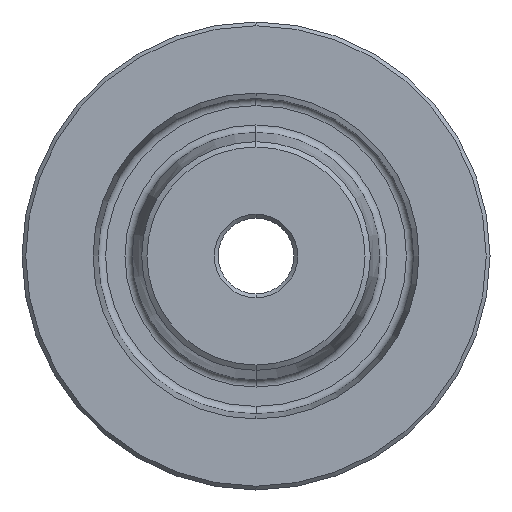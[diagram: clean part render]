
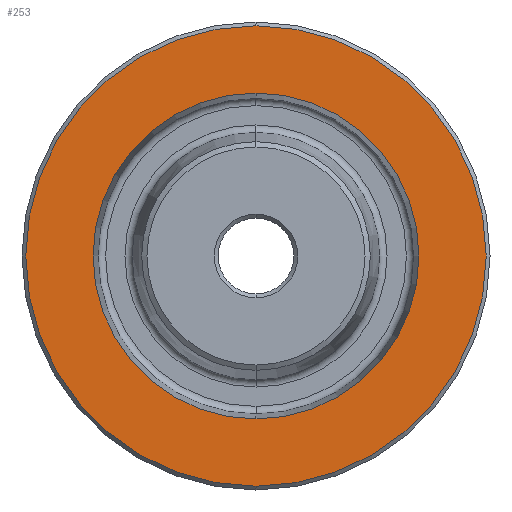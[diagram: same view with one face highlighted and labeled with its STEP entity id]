
A CAD part, left-side view. The second image highlights one B-rep face of the part: STEP entity #253.
In plain terms, the highlighted planar face has unit normal (-1, 0, 0).
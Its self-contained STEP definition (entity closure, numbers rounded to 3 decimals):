
#8 = DIRECTION ( 'NONE',  ( 0., 0., -1. ) ) ;
#21 = CARTESIAN_POINT ( 'NONE',  ( -22., 0., 0. ) ) ;
#88 = DIRECTION ( 'NONE',  ( 1., 0., 0. ) ) ;
#100 = ORIENTED_EDGE ( 'NONE', *, *, #1149, .F. ) ;
#141 = CARTESIAN_POINT ( 'NONE',  ( -22., 0., -60.75 ) ) ;
#185 = FACE_BOUND ( 'NONE', #978, .T. ) ;
#193 = VERTEX_POINT ( 'NONE', #141 ) ;
#199 = CIRCLE ( 'NONE', #1115, 60.75 ) ;
#216 = EDGE_CURVE ( 'NONE', #193, #883, #911, .T. ) ;
#225 = CIRCLE ( 'NONE', #488, 43. ) ;
#244 = AXIS2_PLACEMENT_3D ( 'NONE', #273, #566, #851 ) ;
#247 = DIRECTION ( 'NONE',  ( 0., 0., -1. ) ) ;
#253 = ADVANCED_FACE ( 'NONE', ( #951, #185 ), #720, .F. ) ;
#273 = CARTESIAN_POINT ( 'NONE',  ( -22., 0., 0. ) ) ;
#291 = VERTEX_POINT ( 'NONE', #734 ) ;
#367 = ORIENTED_EDGE ( 'NONE', *, *, #216, .T. ) ;
#399 = CIRCLE ( 'NONE', #244, 43. ) ;
#420 = EDGE_CURVE ( 'NONE', #883, #193, #199, .T. ) ;
#456 = CARTESIAN_POINT ( 'NONE',  ( -22., 0., 0. ) ) ;
#480 = AXIS2_PLACEMENT_3D ( 'NONE', #1094, #630, #247 ) ;
#488 = AXIS2_PLACEMENT_3D ( 'NONE', #21, #773, #967 ) ;
#497 = VERTEX_POINT ( 'NONE', #1140 ) ;
#561 = EDGE_CURVE ( 'NONE', #291, #497, #399, .T. ) ;
#566 = DIRECTION ( 'NONE',  ( -1., 0., 0. ) ) ;
#630 = DIRECTION ( 'NONE',  ( -1., 0., 0. ) ) ;
#689 = AXIS2_PLACEMENT_3D ( 'NONE', #838, #88, #1103 ) ;
#720 = PLANE ( 'NONE',  #689 ) ;
#734 = CARTESIAN_POINT ( 'NONE',  ( -22., 0., 43. ) ) ;
#773 = DIRECTION ( 'NONE',  ( -1., 0., 0. ) ) ;
#809 = ORIENTED_EDGE ( 'NONE', *, *, #561, .F. ) ;
#838 = CARTESIAN_POINT ( 'NONE',  ( -22., 43., 0. ) ) ;
#851 = DIRECTION ( 'NONE',  ( 0., 0., 1. ) ) ;
#883 = VERTEX_POINT ( 'NONE', #1011 ) ;
#885 = EDGE_LOOP ( 'NONE', ( #367, #1119 ) ) ;
#911 = CIRCLE ( 'NONE', #480, 60.75 ) ;
#951 = FACE_OUTER_BOUND ( 'NONE', #885, .T. ) ;
#967 = DIRECTION ( 'NONE',  ( 0., 0., 1. ) ) ;
#978 = EDGE_LOOP ( 'NONE', ( #809, #100 ) ) ;
#1011 = CARTESIAN_POINT ( 'NONE',  ( -22., 0., 60.75 ) ) ;
#1094 = CARTESIAN_POINT ( 'NONE',  ( -22., 0., 0. ) ) ;
#1103 = DIRECTION ( 'NONE',  ( 0., 0., -1. ) ) ;
#1115 = AXIS2_PLACEMENT_3D ( 'NONE', #456, #1122, #8 ) ;
#1119 = ORIENTED_EDGE ( 'NONE', *, *, #420, .T. ) ;
#1122 = DIRECTION ( 'NONE',  ( -1., 0., 0. ) ) ;
#1140 = CARTESIAN_POINT ( 'NONE',  ( -22., 0., -43. ) ) ;
#1149 = EDGE_CURVE ( 'NONE', #497, #291, #225, .T. ) ;
